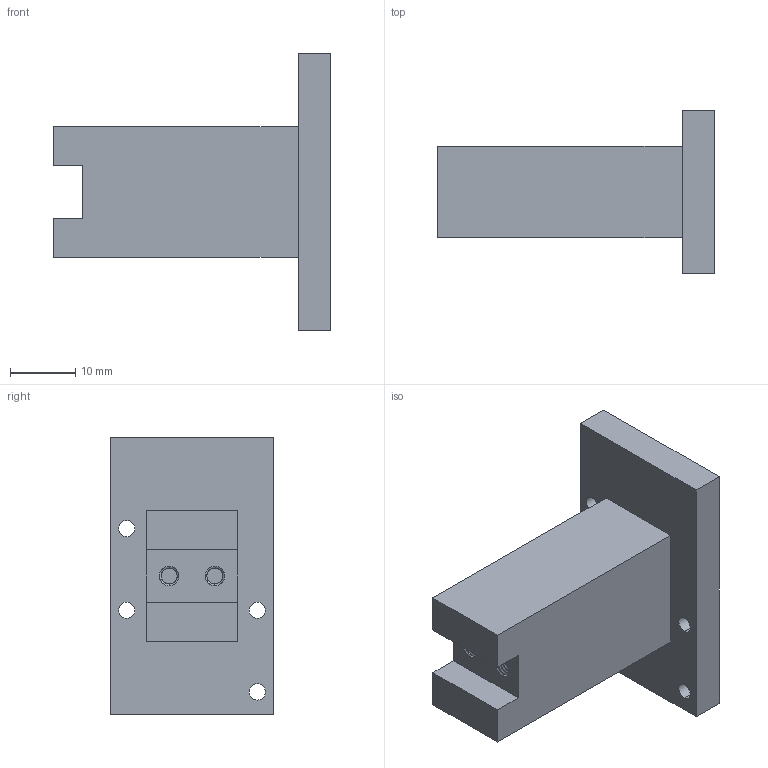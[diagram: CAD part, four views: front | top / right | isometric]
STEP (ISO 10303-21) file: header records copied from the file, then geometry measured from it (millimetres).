
FILE_DESCRIPTION (( 'STEP AP203' ), '1' );
FILE_NAME ('modified_74-MINI2Pholder P3.STEP', '2021-10-14T11:41:58', ( '' ), ( '' ), 'SwSTEP 2.0', 'SolidWorks 2020', '' );
FILE_SCHEMA (( 'CONFIG_CONTROL_DESIGN' ));
Length unit declared in the file: millimetre
Products named in the file (1): modified_74-MINI2Pholder P3
Bounding box: 42.5 x 25 x 42.5 mm (x, y, z)
Volume: 14842 mm3; surface area: 6137.4 mm2
Topology: 1 solids, 1 shells, 119 faces, 332 edges, 218 vertices
Faces by surface type: cylinder 92, plane 21, bspline 6
Entity records: 8133 total; most frequent: CARTESIAN_POINT 5476, ORIENTED_EDGE 664, DIRECTION 420, EDGE_CURVE 332, VERTEX_POINT 218, LINE 144, VECTOR 144, AXIS2_PLACEMENT_3D 138
